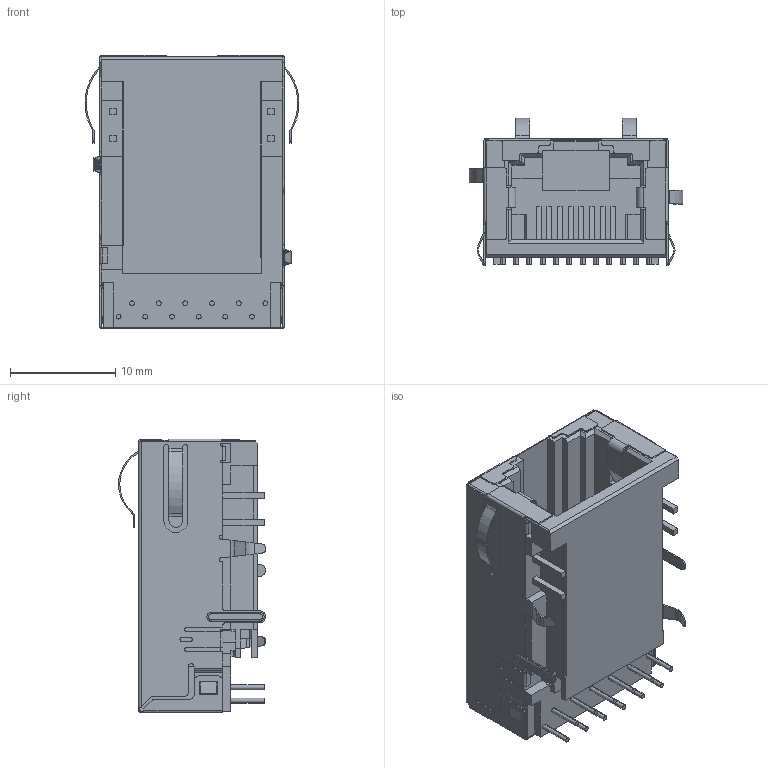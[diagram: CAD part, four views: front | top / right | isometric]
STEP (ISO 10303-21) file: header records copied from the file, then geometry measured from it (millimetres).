
FILE_DESCRIPTION (( 'STEP AP214' ), '1' );
FILE_NAME ('L8BE-1G1T-BFH.STEP', '2020-10-11T16:35:26', ( '' ), ( '' ), 'SwSTEP 2.0', 'SolidWorks 2017', '' );
FILE_SCHEMA (( 'AUTOMOTIVE_DESIGN' ));
Length unit declared in the file: inch
Products named in the file (1): L8BE-1G1T-BFH
Bounding box: 20.35 x 14 x 26.06 mm (x, y, z)
Volume: 3475 mm3; surface area: 4750.4 mm2
Topology: 28 solids, 28 shells, 729 faces, 1873 edges, 1200 vertices
Faces by surface type: plane 504, cylinder 215, bspline 4, torus 4, sphere 2
Entity records: 25202 total; most frequent: CARTESIAN_POINT 4055, ORIENTED_EDGE 3742, DIRECTION 3677, EDGE_CURVE 1871, VECTOR 1425, LINE 1425, VERTEX_POINT 1200, AXIS2_PLACEMENT_3D 1126
